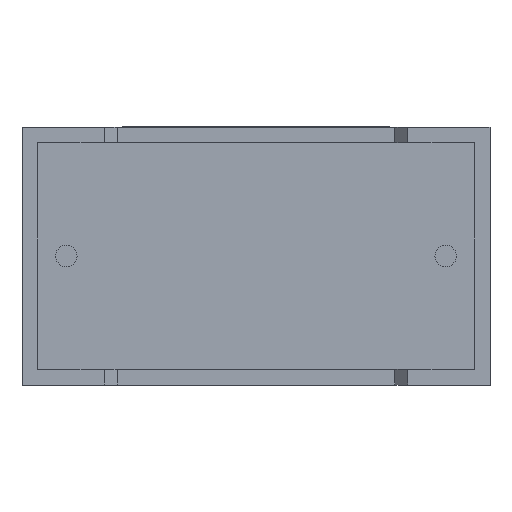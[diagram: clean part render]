
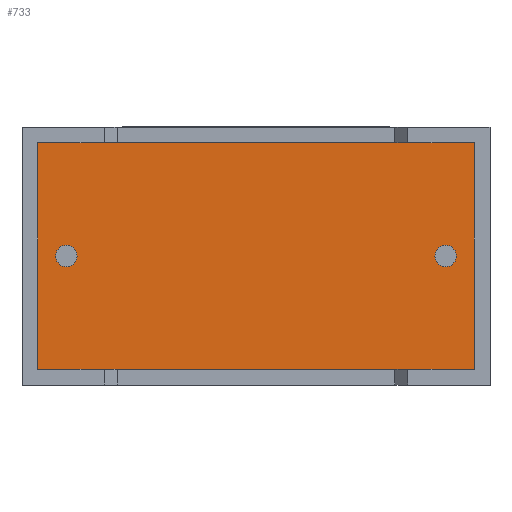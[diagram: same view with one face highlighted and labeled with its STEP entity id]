
A CAD part, front view. The second image highlights one B-rep face of the part: STEP entity #733.
In plain terms, the highlighted planar face has unit normal (0, -1, 0).
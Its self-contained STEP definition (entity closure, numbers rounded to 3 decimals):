
#35 = CARTESIAN_POINT ( 'NONE',  ( 17.883, 0.75, 0.617 ) ) ;
#70 = AXIS2_PLACEMENT_3D ( 'NONE', #662, #2562, #433 ) ;
#94 = DIRECTION ( 'NONE',  ( 0., 0., 1. ) ) ;
#103 = CARTESIAN_POINT ( 'NONE',  ( 17.883, 0.75, 9.583 ) ) ;
#109 = LINE ( 'NONE', #524, #593 ) ;
#193 = CARTESIAN_POINT ( 'NONE',  ( 0.617, 0.75, 0.617 ) ) ;
#323 = EDGE_LOOP ( 'NONE', ( #2675, #2113, #1250, #495 ) ) ;
#344 = ORIENTED_EDGE ( 'NONE', *, *, #1780, .F. ) ;
#433 = DIRECTION ( 'NONE',  ( 0., 0., -1. ) ) ;
#495 = ORIENTED_EDGE ( 'NONE', *, *, #496, .T. ) ;
#496 = EDGE_CURVE ( 'NONE', #1097, #2916, #1030, .T. ) ;
#501 = DIRECTION ( 'NONE',  ( 0., 0., -1. ) ) ;
#524 = CARTESIAN_POINT ( 'NONE',  ( 17.883, 0.75, 0.617 ) ) ;
#593 = VECTOR ( 'NONE', #94, 1000. ) ;
#662 = CARTESIAN_POINT ( 'NONE',  ( 1.75, 0.75, 5.1 ) ) ;
#664 = DIRECTION ( 'NONE',  ( 0., -1., 0. ) ) ;
#715 = VERTEX_POINT ( 'NONE', #2050 ) ;
#716 = LINE ( 'NONE', #1660, #1058 ) ;
#733 = ADVANCED_FACE ( 'NONE', ( #2535, #1606, #2519 ), #894, .T. ) ;
#746 = DIRECTION ( 'NONE',  ( 0., -1., 0. ) ) ;
#806 = CARTESIAN_POINT ( 'NONE',  ( 0.617, 0.75, 9.583 ) ) ;
#807 = EDGE_LOOP ( 'NONE', ( #1460, #2613 ) ) ;
#838 = CARTESIAN_POINT ( 'NONE',  ( 16.75, 0.75, 5.1 ) ) ;
#849 = DIRECTION ( 'NONE',  ( 0., 0., -1. ) ) ;
#894 = PLANE ( 'NONE',  #2620 ) ;
#895 = DIRECTION ( 'NONE',  ( 0., -1., 0. ) ) ;
#950 = CIRCLE ( 'NONE', #2986, 0.425 ) ;
#969 = EDGE_CURVE ( 'NONE', #2862, #1097, #109, .T. ) ;
#1030 = LINE ( 'NONE', #103, #1179 ) ;
#1058 = VECTOR ( 'NONE', #2618, 1000. ) ;
#1097 = VERTEX_POINT ( 'NONE', #1587 ) ;
#1179 = VECTOR ( 'NONE', #1490, 1000. ) ;
#1250 = ORIENTED_EDGE ( 'NONE', *, *, #969, .T. ) ;
#1460 = ORIENTED_EDGE ( 'NONE', *, *, #1669, .F. ) ;
#1490 = DIRECTION ( 'NONE',  ( -1., 0., 0. ) ) ;
#1541 = ORIENTED_EDGE ( 'NONE', *, *, #2267, .F. ) ;
#1587 = CARTESIAN_POINT ( 'NONE',  ( 17.883, 0.75, 9.583 ) ) ;
#1606 = FACE_OUTER_BOUND ( 'NONE', #323, .T. ) ;
#1660 = CARTESIAN_POINT ( 'NONE',  ( 0.617, 0.75, 0.617 ) ) ;
#1669 = EDGE_CURVE ( 'NONE', #1951, #2293, #2393, .T. ) ;
#1673 = CARTESIAN_POINT ( 'NONE',  ( 1.75, 0.75, 5.525 ) ) ;
#1682 = VERTEX_POINT ( 'NONE', #1673 ) ;
#1740 = AXIS2_PLACEMENT_3D ( 'NONE', #2536, #895, #2576 ) ;
#1780 = EDGE_CURVE ( 'NONE', #1682, #715, #2933, .T. ) ;
#1858 = VERTEX_POINT ( 'NONE', #193 ) ;
#1951 = VERTEX_POINT ( 'NONE', #3052 ) ;
#2031 = DIRECTION ( 'NONE',  ( 0., 0., -1. ) ) ;
#2045 = CIRCLE ( 'NONE', #70, 0.425 ) ;
#2050 = CARTESIAN_POINT ( 'NONE',  ( 1.75, 0.75, 4.675 ) ) ;
#2113 = ORIENTED_EDGE ( 'NONE', *, *, #2578, .T. ) ;
#2246 = EDGE_CURVE ( 'NONE', #2916, #1858, #2502, .T. ) ;
#2261 = EDGE_LOOP ( 'NONE', ( #344, #1541 ) ) ;
#2267 = EDGE_CURVE ( 'NONE', #715, #1682, #2045, .T. ) ;
#2268 = CARTESIAN_POINT ( 'NONE',  ( 0., 0.75, 0. ) ) ;
#2293 = VERTEX_POINT ( 'NONE', #2403 ) ;
#2300 = CARTESIAN_POINT ( 'NONE',  ( 0.617, 0.75, 9.583 ) ) ;
#2317 = DIRECTION ( 'NONE',  ( 0., 0., -1. ) ) ;
#2393 = CIRCLE ( 'NONE', #3032, 0.425 ) ;
#2403 = CARTESIAN_POINT ( 'NONE',  ( 16.75, 0.75, 4.675 ) ) ;
#2502 = LINE ( 'NONE', #2300, #2987 ) ;
#2519 = FACE_BOUND ( 'NONE', #2261, .T. ) ;
#2535 = FACE_BOUND ( 'NONE', #807, .T. ) ;
#2536 = CARTESIAN_POINT ( 'NONE',  ( 1.75, 0.75, 5.1 ) ) ;
#2562 = DIRECTION ( 'NONE',  ( 0., -1., 0. ) ) ;
#2576 = DIRECTION ( 'NONE',  ( 0., 0., -1. ) ) ;
#2578 = EDGE_CURVE ( 'NONE', #1858, #2862, #716, .T. ) ;
#2613 = ORIENTED_EDGE ( 'NONE', *, *, #2998, .F. ) ;
#2618 = DIRECTION ( 'NONE',  ( 1., 0., 0. ) ) ;
#2620 = AXIS2_PLACEMENT_3D ( 'NONE', #2268, #664, #2317 ) ;
#2675 = ORIENTED_EDGE ( 'NONE', *, *, #2246, .T. ) ;
#2720 = DIRECTION ( 'NONE',  ( 0., -1., 0. ) ) ;
#2862 = VERTEX_POINT ( 'NONE', #35 ) ;
#2916 = VERTEX_POINT ( 'NONE', #806 ) ;
#2932 = CARTESIAN_POINT ( 'NONE',  ( 16.75, 0.75, 5.1 ) ) ;
#2933 = CIRCLE ( 'NONE', #1740, 0.425 ) ;
#2986 = AXIS2_PLACEMENT_3D ( 'NONE', #838, #2720, #2031 ) ;
#2987 = VECTOR ( 'NONE', #849, 1000. ) ;
#2998 = EDGE_CURVE ( 'NONE', #2293, #1951, #950, .T. ) ;
#3032 = AXIS2_PLACEMENT_3D ( 'NONE', #2932, #746, #501 ) ;
#3052 = CARTESIAN_POINT ( 'NONE',  ( 16.75, 0.75, 5.525 ) ) ;
